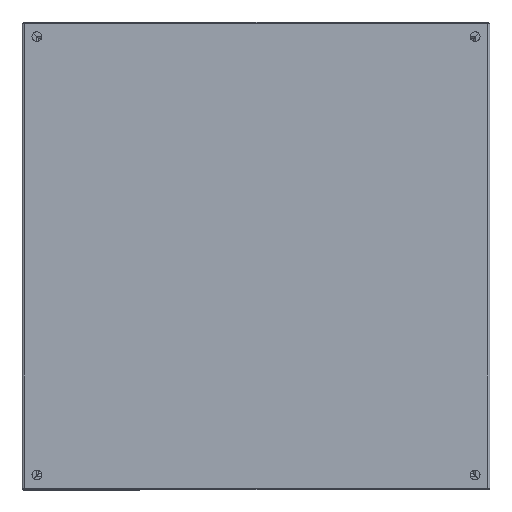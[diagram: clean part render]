
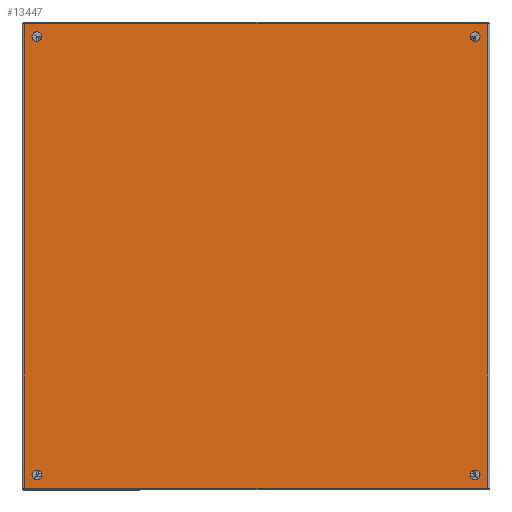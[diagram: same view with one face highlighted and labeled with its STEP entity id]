
A CAD part, top view. The second image highlights one B-rep face of the part: STEP entity #13447.
In plain terms, the highlighted face is planar.
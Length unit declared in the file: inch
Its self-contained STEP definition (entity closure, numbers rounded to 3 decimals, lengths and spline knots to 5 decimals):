
#64 = FACE_BOUND ( 'NONE', #22781, .T. ) ;
#174 = DIRECTION ( 'NONE',  ( 0., -1., 0. ) ) ;
#939 = DIRECTION ( 'NONE',  ( 0., -1., 0. ) ) ;
#989 = VERTEX_POINT ( 'NONE', #11231 ) ;
#1122 = CARTESIAN_POINT ( 'NONE',  ( 0., 23., 11.25 ) ) ;
#1439 = EDGE_CURVE ( 'NONE', #9091, #18689, #32529, .T. ) ;
#1923 = CARTESIAN_POINT ( 'NONE',  ( 0., 0.75, 11.25 ) ) ;
#2193 = CARTESIAN_POINT ( 'NONE',  ( 0., 0.108, -11.928 ) ) ;
#2512 = VERTEX_POINT ( 'NONE', #25788 ) ;
#2874 = AXIS2_PLACEMENT_3D ( 'NONE', #26257, #32215, #17488 ) ;
#3348 = EDGE_CURVE ( 'NONE', #22311, #16663, #13156, .T. ) ;
#3482 = AXIS2_PLACEMENT_3D ( 'NONE', #21225, #6494, #18296 ) ;
#3995 = EDGE_CURVE ( 'NONE', #18798, #6164, #36945, .T. ) ;
#4277 = ORIENTED_EDGE ( 'NONE', *, *, #3348, .F. ) ;
#4769 = CARTESIAN_POINT ( 'NONE',  ( 0., 23., -11.25 ) ) ;
#4996 = CARTESIAN_POINT ( 'NONE',  ( 0., 0.5, -11.25 ) ) ;
#5193 = CARTESIAN_POINT ( 'NONE',  ( 0., 23.25, 11.25 ) ) ;
#5424 = CIRCLE ( 'NONE', #27105, 0.25 ) ;
#5447 = ORIENTED_EDGE ( 'NONE', *, *, #3995, .F. ) ;
#6164 = VERTEX_POINT ( 'NONE', #23286 ) ;
#6341 = EDGE_CURVE ( 'NONE', #37908, #9907, #5424, .T. ) ;
#6494 = DIRECTION ( 'NONE',  ( -1., 0., 0. ) ) ;
#6543 = LINE ( 'NONE', #18927, #23629 ) ;
#8282 = ORIENTED_EDGE ( 'NONE', *, *, #15117, .F. ) ;
#9083 = AXIS2_PLACEMENT_3D ( 'NONE', #27745, #34292, #31022 ) ;
#9091 = VERTEX_POINT ( 'NONE', #4996 ) ;
#9631 = CIRCLE ( 'NONE', #31881, 0.25 ) ;
#9685 = EDGE_CURVE ( 'NONE', #6164, #18798, #9631, .T. ) ;
#9907 = VERTEX_POINT ( 'NONE', #1122 ) ;
#10864 = AXIS2_PLACEMENT_3D ( 'NONE', #15712, #27519, #939 ) ;
#11231 = CARTESIAN_POINT ( 'NONE',  ( 0., 23.892, -11.928 ) ) ;
#11285 = AXIS2_PLACEMENT_3D ( 'NONE', #19665, #31506, #16757 ) ;
#11905 = FACE_OUTER_BOUND ( 'NONE', #27885, .T. ) ;
#11909 = EDGE_LOOP ( 'NONE', ( #12060, #30890 ) ) ;
#12060 = ORIENTED_EDGE ( 'NONE', *, *, #36434, .F. ) ;
#12606 = CARTESIAN_POINT ( 'NONE',  ( 0., 23.5, 11.25 ) ) ;
#12744 = VECTOR ( 'NONE', #30387, 39.37008 ) ;
#12873 = ORIENTED_EDGE ( 'NONE', *, *, #28398, .F. ) ;
#13113 = DIRECTION ( 'NONE',  ( 0., 1., 0. ) ) ;
#13156 = LINE ( 'NONE', #25035, #14591 ) ;
#13434 = CARTESIAN_POINT ( 'NONE',  ( 0., 0.108, 11.928 ) ) ;
#13447 = ADVANCED_FACE ( 'NONE', ( #64, #11905, #37725, #29013, #22978 ), #14440, .F. ) ;
#13752 = DIRECTION ( 'NONE',  ( -1., 0., 0. ) ) ;
#14440 = PLANE ( 'NONE',  #36998 ) ;
#14591 = VECTOR ( 'NONE', #24106, 39.37008 ) ;
#15117 = EDGE_CURVE ( 'NONE', #18545, #989, #6543, .T. ) ;
#15712 = CARTESIAN_POINT ( 'NONE',  ( 0., 0.75, -11.25 ) ) ;
#16663 = VERTEX_POINT ( 'NONE', #13434 ) ;
#16672 = LINE ( 'NONE', #37232, #36786 ) ;
#16757 = DIRECTION ( 'NONE',  ( 0., -1., 0. ) ) ;
#16951 = ORIENTED_EDGE ( 'NONE', *, *, #34186, .F. ) ;
#17488 = DIRECTION ( 'NONE',  ( 0., -1., 0. ) ) ;
#17748 = CIRCLE ( 'NONE', #2874, 0.25 ) ;
#17866 = CIRCLE ( 'NONE', #27806, 0.25 ) ;
#18296 = DIRECTION ( 'NONE',  ( 0., -1., 0. ) ) ;
#18545 = VERTEX_POINT ( 'NONE', #2193 ) ;
#18689 = VERTEX_POINT ( 'NONE', #19045 ) ;
#18798 = VERTEX_POINT ( 'NONE', #31069 ) ;
#18927 = CARTESIAN_POINT ( 'NONE',  ( 0., 0.072, -11.928 ) ) ;
#19045 = CARTESIAN_POINT ( 'NONE',  ( 0., 1., -11.25 ) ) ;
#19282 = EDGE_LOOP ( 'NONE', ( #36053, #32265 ) ) ;
#19665 = CARTESIAN_POINT ( 'NONE',  ( 0., 23.25, -11.25 ) ) ;
#19940 = DIRECTION ( 'NONE',  ( 0., -1., 0. ) ) ;
#20450 = ORIENTED_EDGE ( 'NONE', *, *, #1439, .F. ) ;
#20638 = CARTESIAN_POINT ( 'NONE',  ( 0., 0.072, 11.928 ) ) ;
#20688 = DIRECTION ( 'NONE',  ( -1., 0., 0. ) ) ;
#21225 = CARTESIAN_POINT ( 'NONE',  ( 0., 0.75, 11.25 ) ) ;
#21454 = CARTESIAN_POINT ( 'NONE',  ( 0., 23.892, 11.928 ) ) ;
#22311 = VERTEX_POINT ( 'NONE', #27635 ) ;
#22480 = DIRECTION ( 'NONE',  ( 0., 0., -1. ) ) ;
#22781 = EDGE_LOOP ( 'NONE', ( #20450, #16951 ) ) ;
#22978 = FACE_BOUND ( 'NONE', #11909, .T. ) ;
#23233 = DIRECTION ( 'NONE',  ( 0., -1., 0. ) ) ;
#23286 = CARTESIAN_POINT ( 'NONE',  ( 0., 0.5, 11.25 ) ) ;
#23629 = VECTOR ( 'NONE', #13113, 39.37008 ) ;
#24106 = DIRECTION ( 'NONE',  ( 0., -1., 0. ) ) ;
#24270 = EDGE_CURVE ( 'NONE', #27573, #2512, #28051, .T. ) ;
#24414 = ORIENTED_EDGE ( 'NONE', *, *, #30726, .F. ) ;
#25035 = CARTESIAN_POINT ( 'NONE',  ( 0., 0.072, 11.928 ) ) ;
#25386 = EDGE_LOOP ( 'NONE', ( #33294, #5447 ) ) ;
#25788 = CARTESIAN_POINT ( 'NONE',  ( 0., 23.5, -11.25 ) ) ;
#26257 = CARTESIAN_POINT ( 'NONE',  ( 0., 23.25, -11.25 ) ) ;
#27105 = AXIS2_PLACEMENT_3D ( 'NONE', #35294, #30053, #174 ) ;
#27519 = DIRECTION ( 'NONE',  ( -1., 0., 0. ) ) ;
#27573 = VERTEX_POINT ( 'NONE', #4769 ) ;
#27635 = CARTESIAN_POINT ( 'NONE',  ( 0., 23.892, 11.928 ) ) ;
#27745 = CARTESIAN_POINT ( 'NONE',  ( 0., 0.75, -11.25 ) ) ;
#27806 = AXIS2_PLACEMENT_3D ( 'NONE', #5193, #20688, #23233 ) ;
#27885 = EDGE_LOOP ( 'NONE', ( #12873, #4277, #24414, #8282 ) ) ;
#28051 = CIRCLE ( 'NONE', #11285, 0.25 ) ;
#28305 = CIRCLE ( 'NONE', #9083, 0.25 ) ;
#28398 = EDGE_CURVE ( 'NONE', #16663, #18545, #16672, .T. ) ;
#29013 = FACE_BOUND ( 'NONE', #25386, .T. ) ;
#30053 = DIRECTION ( 'NONE',  ( -1., 0., 0. ) ) ;
#30387 = DIRECTION ( 'NONE',  ( 0., 0., 1. ) ) ;
#30726 = EDGE_CURVE ( 'NONE', #989, #22311, #36582, .T. ) ;
#30890 = ORIENTED_EDGE ( 'NONE', *, *, #6341, .F. ) ;
#31022 = DIRECTION ( 'NONE',  ( 0., -1., 0. ) ) ;
#31069 = CARTESIAN_POINT ( 'NONE',  ( 0., 1., 11.25 ) ) ;
#31099 = EDGE_CURVE ( 'NONE', #2512, #27573, #17748, .T. ) ;
#31506 = DIRECTION ( 'NONE',  ( -1., 0., 0. ) ) ;
#31881 = AXIS2_PLACEMENT_3D ( 'NONE', #1923, #13752, #19940 ) ;
#32215 = DIRECTION ( 'NONE',  ( -1., 0., 0. ) ) ;
#32265 = ORIENTED_EDGE ( 'NONE', *, *, #31099, .F. ) ;
#32529 = CIRCLE ( 'NONE', #10864, 0.25 ) ;
#33294 = ORIENTED_EDGE ( 'NONE', *, *, #9685, .F. ) ;
#34186 = EDGE_CURVE ( 'NONE', #18689, #9091, #28305, .T. ) ;
#34292 = DIRECTION ( 'NONE',  ( -1., 0., 0. ) ) ;
#34975 = DIRECTION ( 'NONE',  ( 0., -1., 0. ) ) ;
#35294 = CARTESIAN_POINT ( 'NONE',  ( 0., 23.25, 11.25 ) ) ;
#36053 = ORIENTED_EDGE ( 'NONE', *, *, #24270, .F. ) ;
#36434 = EDGE_CURVE ( 'NONE', #9907, #37908, #17866, .T. ) ;
#36582 = LINE ( 'NONE', #21454, #12744 ) ;
#36786 = VECTOR ( 'NONE', #22480, 39.37008 ) ;
#36945 = CIRCLE ( 'NONE', #3482, 0.25 ) ;
#36998 = AXIS2_PLACEMENT_3D ( 'NONE', #20638, #38100, #34975 ) ;
#37232 = CARTESIAN_POINT ( 'NONE',  ( 0., 0.108, 11.928 ) ) ;
#37725 = FACE_BOUND ( 'NONE', #19282, .T. ) ;
#37908 = VERTEX_POINT ( 'NONE', #12606 ) ;
#38100 = DIRECTION ( 'NONE',  ( 1., 0., 0. ) ) ;
